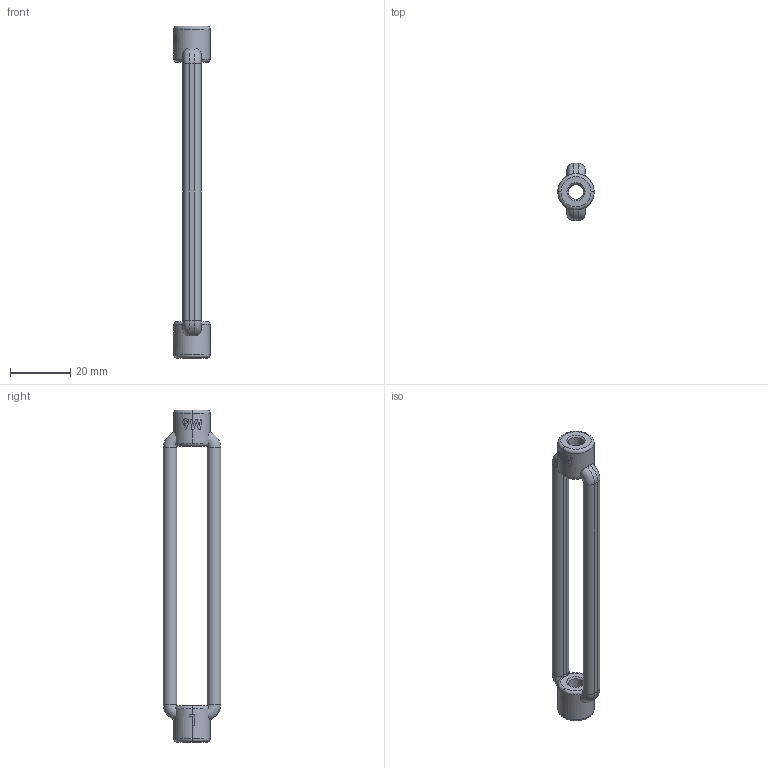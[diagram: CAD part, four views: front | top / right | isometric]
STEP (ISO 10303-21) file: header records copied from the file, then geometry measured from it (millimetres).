
FILE_DESCRIPTION (( 'STEP AP203' ), '1' );
FILE_NAME ('100044006.STEP', '2018-06-14T07:28:28', ( '' ), ( '' ), 'SwSTEP 2.0', 'SolidWorks 2015', '' );
FILE_SCHEMA (( 'CONFIG_CONTROL_DESIGN' ));
Length unit declared in the file: millimetre
Products named in the file (1): 100044006
Bounding box: 12 x 19 x 110 mm (x, y, z)
Volume: 6348.5 mm3; surface area: 4632.3 mm2
Topology: 1 solids, 1 shells, 307 faces, 801 edges, 524 vertices
Faces by surface type: plane 136, bspline 121, cylinder 24, torus 18, cone 8
Entity records: 17090 total; most frequent: CARTESIAN_POINT 10322, ORIENTED_EDGE 1602, DIRECTION 969, EDGE_CURVE 801, VERTEX_POINT 524, VECTOR 419, LINE 419, EDGE_LOOP 341
